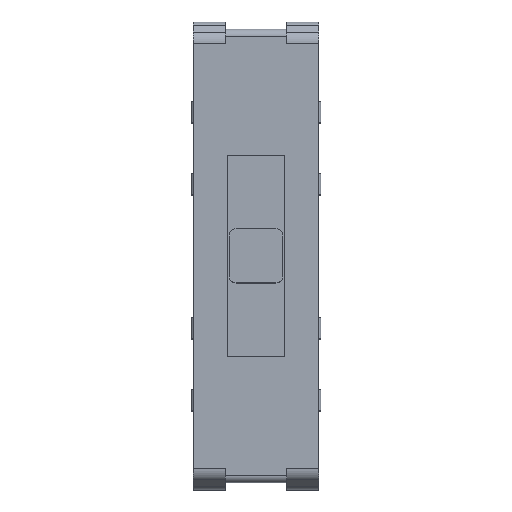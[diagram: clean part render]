
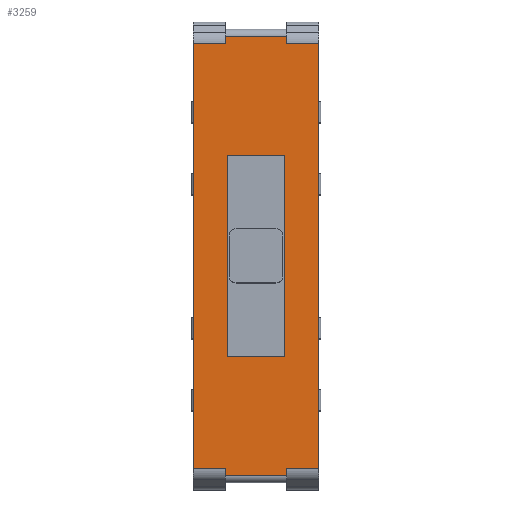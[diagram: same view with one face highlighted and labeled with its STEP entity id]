
A CAD part, top view. The second image highlights one B-rep face of the part: STEP entity #3259.
In plain terms, the highlighted planar face has unit normal (0, 0, 1).
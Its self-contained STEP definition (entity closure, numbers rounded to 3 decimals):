
#1431=CARTESIAN_POINT('',(-3.375,-5.011,4.225));
#1432=VERTEX_POINT('',#1431);
#1440=CARTESIAN_POINT('',(-3.375,6.811,4.225));
#1441=VERTEX_POINT('',#1440);
#1442=CARTESIAN_POINT('',(-3.375,6.811,4.225));
#1443=DIRECTION('',(-0.,-1.,-0.));
#1444=VECTOR('',#1443,11.822);
#1445=LINE('',#1442,#1444);
#1446=EDGE_CURVE('NONE',#1441,#1432,#1445,.T.);
#1782=CARTESIAN_POINT('',(0.125,6.811,4.225));
#1783=VERTEX_POINT('',#1782);
#1791=CARTESIAN_POINT('',(0.125,-5.011,4.225));
#1792=VERTEX_POINT('',#1791);
#1793=CARTESIAN_POINT('',(0.125,-5.011,4.225));
#1794=DIRECTION('',(0.,1.,0.));
#1795=VECTOR('',#1794,11.822);
#1796=LINE('',#1793,#1795);
#1797=EDGE_CURVE('NONE',#1792,#1783,#1796,.T.);
#2134=CARTESIAN_POINT('',(-2.475,-5.011,4.225));
#2135=VERTEX_POINT('',#2134);
#2136=CARTESIAN_POINT('',(-2.475,-5.011,4.225));
#2137=DIRECTION('',(-1.,0.,-0.));
#2138=VECTOR('',#2137,0.9);
#2139=LINE('',#2136,#2138);
#2140=EDGE_CURVE('NONE',#2135,#1432,#2139,.T.);
#2168=CARTESIAN_POINT('',(-2.475,6.811,4.225));
#2169=VERTEX_POINT('',#2168);
#2170=CARTESIAN_POINT('',(-3.375,6.811,4.225));
#2171=DIRECTION('',(1.,-0.,0.));
#2172=VECTOR('',#2171,0.9);
#2173=LINE('',#2170,#2172);
#2174=EDGE_CURVE('NONE',#1441,#2169,#2173,.T.);
#2535=CARTESIAN_POINT('',(-2.475,7.,4.225));
#2536=VERTEX_POINT('',#2535);
#2537=CARTESIAN_POINT('',(-2.475,7.,4.225));
#2538=DIRECTION('',(-0.,-1.,-0.));
#2539=VECTOR('',#2538,0.189);
#2540=LINE('',#2537,#2539);
#2541=EDGE_CURVE('NONE',#2536,#2169,#2540,.T.);
#2562=CARTESIAN_POINT('',(-0.775,7.,4.225));
#2563=VERTEX_POINT('',#2562);
#2573=CARTESIAN_POINT('',(-2.475,7.,4.225));
#2574=DIRECTION('',(1.,-0.,0.));
#2575=VECTOR('',#2574,1.7);
#2576=LINE('',#2573,#2575);
#2577=EDGE_CURVE('NONE',#2536,#2563,#2576,.T.);
#2590=CARTESIAN_POINT('',(-0.775,6.811,4.225));
#2591=VERTEX_POINT('',#2590);
#2592=CARTESIAN_POINT('',(-0.775,6.811,4.225));
#2593=DIRECTION('',(0.,1.,0.));
#2594=VECTOR('',#2593,0.189);
#2595=LINE('',#2592,#2594);
#2596=EDGE_CURVE('NONE',#2591,#2563,#2595,.T.);
#2745=CARTESIAN_POINT('',(-0.775,6.811,4.225));
#2746=DIRECTION('',(1.,-0.,0.));
#2747=VECTOR('',#2746,0.9);
#2748=LINE('',#2745,#2747);
#2749=EDGE_CURVE('NONE',#2591,#1783,#2748,.T.);
#2771=CARTESIAN_POINT('',(-0.775,-5.011,4.225));
#2772=VERTEX_POINT('',#2771);
#2773=CARTESIAN_POINT('',(0.125,-5.011,4.225));
#2774=DIRECTION('',(-1.,0.,-0.));
#2775=VECTOR('',#2774,0.9);
#2776=LINE('',#2773,#2775);
#2777=EDGE_CURVE('NONE',#1792,#2772,#2776,.T.);
#3125=CARTESIAN_POINT('',(-0.775,-5.2,4.225));
#3126=VERTEX_POINT('',#3125);
#3127=CARTESIAN_POINT('',(-0.775,-5.2,4.225));
#3128=DIRECTION('',(0.,1.,0.));
#3129=VECTOR('',#3128,0.189);
#3130=LINE('',#3127,#3129);
#3131=EDGE_CURVE('NONE',#3126,#2772,#3130,.T.);
#3153=CARTESIAN_POINT('',(-2.475,-5.2,4.225));
#3154=VERTEX_POINT('',#3153);
#3155=CARTESIAN_POINT('',(-0.775,-5.2,4.225));
#3156=DIRECTION('',(-1.,0.,-0.));
#3157=VECTOR('',#3156,1.7);
#3158=LINE('',#3155,#3157);
#3159=EDGE_CURVE('NONE',#3126,#3154,#3158,.T.);
#3182=CARTESIAN_POINT('',(-2.475,-5.011,4.225));
#3183=DIRECTION('',(-0.,-1.,-0.));
#3184=VECTOR('',#3183,0.189);
#3185=LINE('',#3182,#3184);
#3186=EDGE_CURVE('NONE',#2135,#3154,#3185,.T.);
#3206=CARTESIAN_POINT('',(0.125,6.,4.225));
#3207=DIRECTION('',(0.,0.,-1.));
#3208=DIRECTION('',(0.,1.,0.));
#3209=AXIS2_PLACEMENT_3D('',#3206,#3207,#3208);
#3210=PLANE('',#3209);
#3211=CARTESIAN_POINT('',(-0.825,3.7,4.225));
#3212=VERTEX_POINT('',#3211);
#3213=CARTESIAN_POINT('',(-2.425,3.7,4.225));
#3214=VERTEX_POINT('',#3213);
#3215=CARTESIAN_POINT('',(-0.825,3.7,4.225));
#3216=DIRECTION('',(-1.,0.,-0.));
#3217=VECTOR('',#3216,1.6);
#3218=LINE('',#3215,#3217);
#3219=EDGE_CURVE('NONE',#3212,#3214,#3218,.T.);
#3220=ORIENTED_EDGE('',*,*,#3219,.F.);
#3221=CARTESIAN_POINT('',(-0.825,-1.9,4.225));
#3222=VERTEX_POINT('',#3221);
#3223=CARTESIAN_POINT('',(-0.825,-1.9,4.225));
#3224=DIRECTION('',(0.,1.,-0.));
#3225=VECTOR('',#3224,5.6);
#3226=LINE('',#3223,#3225);
#3227=EDGE_CURVE('NONE',#3222,#3212,#3226,.T.);
#3228=ORIENTED_EDGE('',*,*,#3227,.F.);
#3229=CARTESIAN_POINT('',(-2.425,-1.9,4.225));
#3230=VERTEX_POINT('',#3229);
#3231=CARTESIAN_POINT('',(-2.425,-1.9,4.225));
#3232=DIRECTION('',(1.,-0.,0.));
#3233=VECTOR('',#3232,1.6);
#3234=LINE('',#3231,#3233);
#3235=EDGE_CURVE('NONE',#3230,#3222,#3234,.T.);
#3236=ORIENTED_EDGE('',*,*,#3235,.F.);
#3237=CARTESIAN_POINT('',(-2.425,3.7,4.225));
#3238=DIRECTION('',(-0.,-1.,0.));
#3239=VECTOR('',#3238,5.6);
#3240=LINE('',#3237,#3239);
#3241=EDGE_CURVE('NONE',#3214,#3230,#3240,.T.);
#3242=ORIENTED_EDGE('',*,*,#3241,.F.);
#3243=EDGE_LOOP('',(#3220,#3228,#3236,#3242));
#3244=FACE_BOUND('',#3243,.T.);
#3245=ORIENTED_EDGE('',*,*,#2749,.F.);
#3246=ORIENTED_EDGE('',*,*,#2596,.T.);
#3247=ORIENTED_EDGE('',*,*,#2577,.F.);
#3248=ORIENTED_EDGE('',*,*,#2541,.T.);
#3249=ORIENTED_EDGE('',*,*,#2174,.F.);
#3250=ORIENTED_EDGE('',*,*,#1446,.T.);
#3251=ORIENTED_EDGE('',*,*,#2140,.F.);
#3252=ORIENTED_EDGE('',*,*,#3186,.T.);
#3253=ORIENTED_EDGE('',*,*,#3159,.F.);
#3254=ORIENTED_EDGE('',*,*,#3131,.T.);
#3255=ORIENTED_EDGE('',*,*,#2777,.F.);
#3256=ORIENTED_EDGE('',*,*,#1797,.T.);
#3257=EDGE_LOOP('',(#3245,#3246,#3247,#3248,#3249,#3250,#3251,#3252,#3253,#3254,#3255,#3256));
#3258=FACE_BOUND('',#3257,.T.);
#3259=ADVANCED_FACE('NONE',(#3244,#3258),#3210,.F.);
